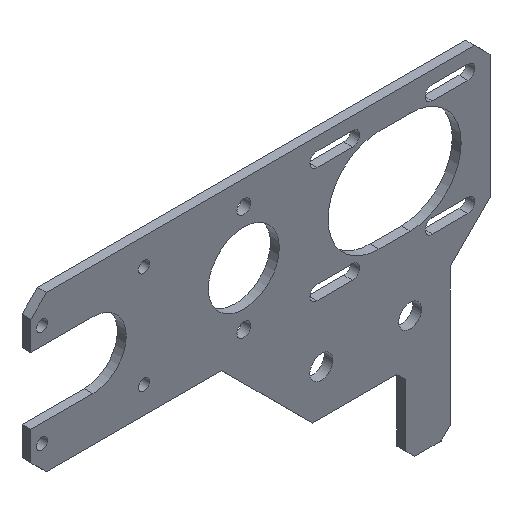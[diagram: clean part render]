
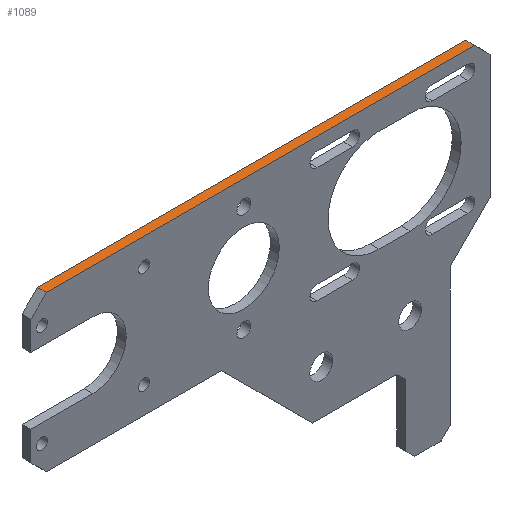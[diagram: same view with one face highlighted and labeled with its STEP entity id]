
A CAD part, isometric view. The second image highlights one B-rep face of the part: STEP entity #1089.
In plain terms, the highlighted planar face has unit normal (0, 0, 1).
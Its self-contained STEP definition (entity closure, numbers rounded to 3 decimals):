
#135=FACE_OUTER_BOUND('',#186,.T.);
#186=EDGE_LOOP('',(#810,#811,#812,#813));
#244=LINE('',#1556,#351);
#299=LINE('',#1687,#406);
#301=LINE('',#1690,#408);
#302=LINE('',#1691,#409);
#351=VECTOR('',#1244,10.);
#406=VECTOR('',#1361,10.);
#408=VECTOR('',#1365,10.);
#409=VECTOR('',#1366,10.);
#457=VERTEX_POINT('',#1552);
#459=VERTEX_POINT('',#1555);
#503=VERTEX_POINT('',#1684);
#504=VERTEX_POINT('',#1686);
#566=EDGE_CURVE('',#459,#457,#244,.T.);
#631=EDGE_CURVE('',#504,#503,#299,.T.);
#633=EDGE_CURVE('',#503,#459,#301,.T.);
#634=EDGE_CURVE('',#504,#457,#302,.T.);
#810=ORIENTED_EDGE('',*,*,#633,.T.);
#811=ORIENTED_EDGE('',*,*,#566,.T.);
#812=ORIENTED_EDGE('',*,*,#634,.F.);
#813=ORIENTED_EDGE('',*,*,#631,.T.);
#1053=PLANE('',#1170);
#1089=ADVANCED_FACE('',(#135),#1053,.T.);
#1170=AXIS2_PLACEMENT_3D('',#1689,#1363,#1364);
#1244=DIRECTION('',(0.,-1.,0.));
#1361=DIRECTION('',(0.,1.,0.));
#1363=DIRECTION('center_axis',(0.,0.,1.));
#1364=DIRECTION('ref_axis',(-1.,0.,0.));
#1365=DIRECTION('',(-1.,0.,0.));
#1366=DIRECTION('',(-1.,0.,0.));
#1552=CARTESIAN_POINT('',(-52.,0.,55.5));
#1555=CARTESIAN_POINT('',(-52.,2.,55.5));
#1556=CARTESIAN_POINT('',(-52.,2.,55.5));
#1684=CARTESIAN_POINT('',(44.5,2.,55.5));
#1686=CARTESIAN_POINT('',(44.5,0.,55.5));
#1687=CARTESIAN_POINT('',(44.5,0.,55.5));
#1689=CARTESIAN_POINT('Origin',(16.,0.,55.5));
#1690=CARTESIAN_POINT('',(44.5,2.,55.5));
#1691=CARTESIAN_POINT('',(44.5,0.,55.5));
